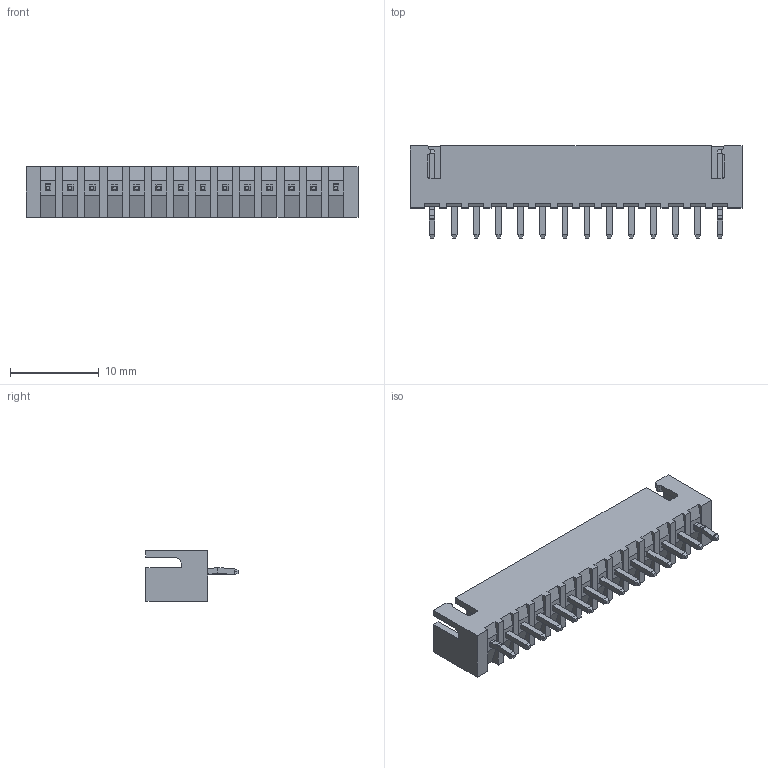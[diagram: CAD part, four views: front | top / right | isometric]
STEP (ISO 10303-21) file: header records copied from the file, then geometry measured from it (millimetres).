
FILE_DESCRIPTION (( 'STEP AP203' ), '1' );
FILE_NAME ('14K-514-411-AA1.STEP', '2024-02-23T17:01:57', ( '' ), ( '' ), 'SwSTEP 2.0', 'SolidWorks 2023', '' );
FILE_SCHEMA (( 'CONFIG_CONTROL_DESIGN' ));
Length unit declared in the file: millimetre
Products named in the file (4): 14K-514-411-AA1; 14K Series Pin_15; 14K Series Pin Header Insulator_514; 14K Series Pin_11
Assembly tree (15 placements, depth 2):
  14K-514-411-AA1
    14K Series Pin Header Insulator_514
    14K Series Pin_11  x2
    14K Series Pin_15  x12
Bounding box: 37.5 x 10.4 x 5.75 mm (x, y, z)
Volume: 691.8 mm3; surface area: 1883.1 mm2
Topology: 15 solids, 15 shells, 440 faces, 1110 edges, 700 vertices
Faces by surface type: plane 419, cylinder 21
Entity records: 8168 total; most frequent: CARTESIAN_POINT 1328, ORIENTED_EDGE 1304, DIRECTION 1186, EDGE_CURVE 652, LINE 614, VECTOR 614, VERTEX_POINT 428, AXIS2_PLACEMENT_3D 286
